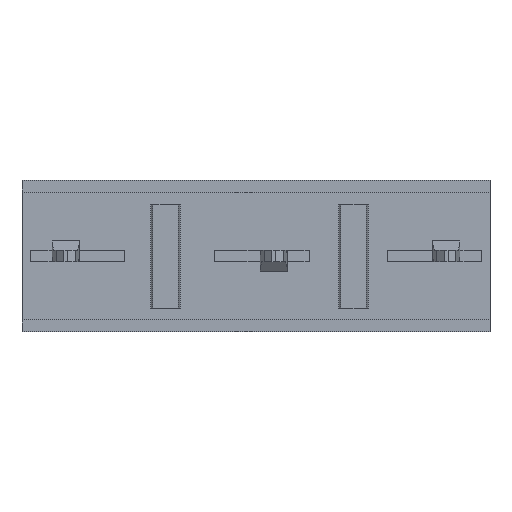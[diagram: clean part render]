
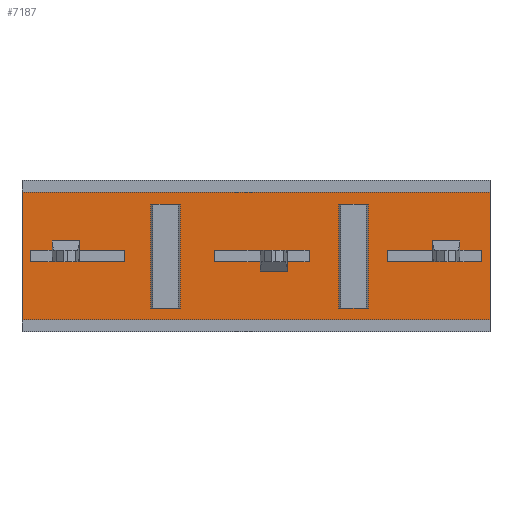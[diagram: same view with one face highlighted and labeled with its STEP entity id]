
A CAD part, front view. The second image highlights one B-rep face of the part: STEP entity #7187.
In plain terms, the highlighted planar face has unit normal (0, -1, 0).
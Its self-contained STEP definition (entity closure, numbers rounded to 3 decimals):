
#130=FACE_BOUND('',#1002,.T.);
#131=FACE_BOUND('',#1003,.T.);
#132=FACE_BOUND('',#1004,.T.);
#133=FACE_BOUND('',#1005,.T.);
#134=FACE_BOUND('',#1006,.T.);
#607=FACE_OUTER_BOUND('',#1001,.T.);
#1001=EDGE_LOOP('',(#5344,#5345,#5346,#5347));
#1002=EDGE_LOOP('',(#5348,#5349,#5350,#5351));
#1003=EDGE_LOOP('',(#5352,#5353,#5354,#5355));
#1004=EDGE_LOOP('',(#5356,#5357,#5358,#5359));
#1005=EDGE_LOOP('',(#5360,#5361,#5362,#5363));
#1006=EDGE_LOOP('',(#5364,#5365,#5366,#5367));
#1339=LINE('',#9985,#2121);
#1342=LINE('',#9990,#2124);
#1344=LINE('',#9994,#2126);
#1345=LINE('',#9996,#2127);
#1393=LINE('',#10094,#2175);
#1396=LINE('',#10099,#2178);
#1398=LINE('',#10103,#2180);
#1399=LINE('',#10105,#2181);
#1447=LINE('',#10203,#2229);
#1450=LINE('',#10208,#2232);
#1452=LINE('',#10212,#2234);
#1453=LINE('',#10214,#2235);
#1598=LINE('',#10864,#2380);
#1600=LINE('',#10870,#2382);
#1609=LINE('',#10888,#2391);
#1628=LINE('',#10927,#2410);
#1630=LINE('',#10933,#2412);
#1634=LINE('',#10941,#2416);
#1636=LINE('',#10944,#2418);
#1637=LINE('',#10945,#2419);
#1638=LINE('',#10946,#2420);
#1639=LINE('',#10947,#2421);
#1640=LINE('',#10948,#2422);
#1641=LINE('',#10949,#2423);
#2121=VECTOR('',#8096,10.);
#2124=VECTOR('',#8101,10.);
#2126=VECTOR('',#8105,10.);
#2127=VECTOR('',#8108,10.);
#2175=VECTOR('',#8188,10.);
#2178=VECTOR('',#8193,10.);
#2180=VECTOR('',#8197,10.);
#2181=VECTOR('',#8200,10.);
#2229=VECTOR('',#8280,10.);
#2232=VECTOR('',#8285,10.);
#2234=VECTOR('',#8289,10.);
#2235=VECTOR('',#8292,10.);
#2380=VECTOR('',#8641,10.);
#2382=VECTOR('',#8645,10.);
#2391=VECTOR('',#8658,10.);
#2410=VECTOR('',#8685,10.);
#2412=VECTOR('',#8689,10.);
#2416=VECTOR('',#8695,10.);
#2418=VECTOR('',#8699,10.);
#2419=VECTOR('',#8700,10.);
#2420=VECTOR('',#8701,10.);
#2421=VECTOR('',#8702,10.);
#2422=VECTOR('',#8703,10.);
#2423=VECTOR('',#8704,10.);
#2888=VERTEX_POINT('',#9982);
#2889=VERTEX_POINT('',#9984);
#2890=VERTEX_POINT('',#9988);
#2891=VERTEX_POINT('',#9992);
#2924=VERTEX_POINT('',#10091);
#2925=VERTEX_POINT('',#10093);
#2926=VERTEX_POINT('',#10097);
#2927=VERTEX_POINT('',#10101);
#2960=VERTEX_POINT('',#10200);
#2961=VERTEX_POINT('',#10202);
#2962=VERTEX_POINT('',#10206);
#2963=VERTEX_POINT('',#10210);
#3140=VERTEX_POINT('',#10858);
#3142=VERTEX_POINT('',#10862);
#3143=VERTEX_POINT('',#10866);
#3145=VERTEX_POINT('',#10869);
#3151=VERTEX_POINT('',#10884);
#3152=VERTEX_POINT('',#10886);
#3166=VERTEX_POINT('',#10921);
#3168=VERTEX_POINT('',#10925);
#3169=VERTEX_POINT('',#10929);
#3171=VERTEX_POINT('',#10932);
#3173=VERTEX_POINT('',#10938);
#3174=VERTEX_POINT('',#10940);
#3609=EDGE_CURVE('',#2889,#2888,#1339,.T.);
#3612=EDGE_CURVE('',#2888,#2890,#1342,.T.);
#3614=EDGE_CURVE('',#2890,#2891,#1344,.T.);
#3615=EDGE_CURVE('',#2891,#2889,#1345,.T.);
#3663=EDGE_CURVE('',#2925,#2924,#1393,.T.);
#3666=EDGE_CURVE('',#2924,#2926,#1396,.T.);
#3668=EDGE_CURVE('',#2926,#2927,#1398,.T.);
#3669=EDGE_CURVE('',#2927,#2925,#1399,.T.);
#3717=EDGE_CURVE('',#2961,#2960,#1447,.T.);
#3720=EDGE_CURVE('',#2960,#2962,#1450,.T.);
#3722=EDGE_CURVE('',#2962,#2963,#1452,.T.);
#3723=EDGE_CURVE('',#2963,#2961,#1453,.T.);
#3951=EDGE_CURVE('',#3140,#3142,#1598,.T.);
#3953=EDGE_CURVE('',#3145,#3143,#1600,.T.);
#3962=EDGE_CURVE('',#3151,#3152,#1609,.T.);
#3981=EDGE_CURVE('',#3168,#3166,#1628,.T.);
#3983=EDGE_CURVE('',#3169,#3171,#1630,.T.);
#3987=EDGE_CURVE('',#3174,#3173,#1634,.T.);
#3989=EDGE_CURVE('',#3152,#3174,#1636,.T.);
#3990=EDGE_CURVE('',#3151,#3173,#1637,.T.);
#3991=EDGE_CURVE('',#3143,#3166,#1638,.T.);
#3992=EDGE_CURVE('',#3168,#3145,#1639,.T.);
#3993=EDGE_CURVE('',#3142,#3171,#1640,.T.);
#3994=EDGE_CURVE('',#3140,#3169,#1641,.T.);
#5344=ORIENTED_EDGE('',*,*,#3962,.T.);
#5345=ORIENTED_EDGE('',*,*,#3989,.T.);
#5346=ORIENTED_EDGE('',*,*,#3987,.T.);
#5347=ORIENTED_EDGE('',*,*,#3990,.F.);
#5348=ORIENTED_EDGE('',*,*,#3609,.T.);
#5349=ORIENTED_EDGE('',*,*,#3612,.T.);
#5350=ORIENTED_EDGE('',*,*,#3614,.T.);
#5351=ORIENTED_EDGE('',*,*,#3615,.T.);
#5352=ORIENTED_EDGE('',*,*,#3663,.T.);
#5353=ORIENTED_EDGE('',*,*,#3666,.T.);
#5354=ORIENTED_EDGE('',*,*,#3668,.T.);
#5355=ORIENTED_EDGE('',*,*,#3669,.T.);
#5356=ORIENTED_EDGE('',*,*,#3717,.T.);
#5357=ORIENTED_EDGE('',*,*,#3720,.T.);
#5358=ORIENTED_EDGE('',*,*,#3722,.T.);
#5359=ORIENTED_EDGE('',*,*,#3723,.T.);
#5360=ORIENTED_EDGE('',*,*,#3991,.T.);
#5361=ORIENTED_EDGE('',*,*,#3981,.F.);
#5362=ORIENTED_EDGE('',*,*,#3992,.T.);
#5363=ORIENTED_EDGE('',*,*,#3953,.T.);
#5364=ORIENTED_EDGE('',*,*,#3951,.T.);
#5365=ORIENTED_EDGE('',*,*,#3993,.T.);
#5366=ORIENTED_EDGE('',*,*,#3983,.F.);
#5367=ORIENTED_EDGE('',*,*,#3994,.F.);
#6910=PLANE('',#7639);
#7187=ADVANCED_FACE('',(#607,#130,#131,#132,#133,#134),#6910,.T.);
#7639=AXIS2_PLACEMENT_3D('',#10943,#8697,#8698);
#8096=DIRECTION('',(1.,0.,0.));
#8101=DIRECTION('',(0.,0.,-1.));
#8105=DIRECTION('',(-1.,0.,0.));
#8108=DIRECTION('',(0.,0.,1.));
#8188=DIRECTION('',(-1.,0.,0.));
#8193=DIRECTION('',(0.,0.,1.));
#8197=DIRECTION('',(1.,0.,0.));
#8200=DIRECTION('',(0.,0.,-1.));
#8280=DIRECTION('',(1.,0.,0.));
#8285=DIRECTION('',(0.,0.,-1.));
#8289=DIRECTION('',(-1.,0.,0.));
#8292=DIRECTION('',(0.,0.,1.));
#8641=DIRECTION('',(-1.,0.,0.));
#8645=DIRECTION('',(-1.,0.,0.));
#8658=DIRECTION('',(1.,0.,0.));
#8685=DIRECTION('',(-1.,0.,0.));
#8689=DIRECTION('',(-1.,0.,0.));
#8695=DIRECTION('',(-1.,0.,0.));
#8697=DIRECTION('center_axis',(0.,-1.,0.));
#8698=DIRECTION('ref_axis',(1.,0.,0.));
#8699=DIRECTION('',(0.,0.,1.));
#8700=DIRECTION('',(0.,0.,1.));
#8701=DIRECTION('',(0.,0.,1.));
#8702=DIRECTION('',(0.,0.,-1.));
#8703=DIRECTION('',(0.,0.,1.));
#8704=DIRECTION('',(0.,0.,1.));
#9982=CARTESIAN_POINT('',(9.55,-5.563,0.25));
#9984=CARTESIAN_POINT('',(5.55,-5.563,0.25));
#9985=CARTESIAN_POINT('',(7.15,-5.563,0.25));
#9988=CARTESIAN_POINT('',(9.55,-5.563,-0.25));
#9990=CARTESIAN_POINT('',(9.55,-5.563,-0.125));
#9992=CARTESIAN_POINT('',(5.55,-5.563,-0.25));
#9994=CARTESIAN_POINT('',(5.15,-5.563,-0.25));
#9996=CARTESIAN_POINT('',(5.55,-5.563,0.125));
#10091=CARTESIAN_POINT('',(-1.75,-5.563,-0.25));
#10093=CARTESIAN_POINT('',(2.25,-5.563,-0.25));
#10094=CARTESIAN_POINT('',(1.5,-5.563,-0.25));
#10097=CARTESIAN_POINT('',(-1.75,-5.563,0.25));
#10099=CARTESIAN_POINT('',(-1.75,-5.563,0.125));
#10101=CARTESIAN_POINT('',(2.25,-5.563,0.25));
#10103=CARTESIAN_POINT('',(3.5,-5.563,0.25));
#10105=CARTESIAN_POINT('',(2.25,-5.563,-0.125));
#10200=CARTESIAN_POINT('',(-5.55,-5.563,0.25));
#10202=CARTESIAN_POINT('',(-9.55,-5.563,0.25));
#10203=CARTESIAN_POINT('',(-0.4,-5.563,0.25));
#10206=CARTESIAN_POINT('',(-5.55,-5.563,-0.25));
#10208=CARTESIAN_POINT('',(-5.55,-5.563,-0.125));
#10210=CARTESIAN_POINT('',(-9.55,-5.563,-0.25));
#10212=CARTESIAN_POINT('',(-2.4,-5.563,-0.25));
#10214=CARTESIAN_POINT('',(-9.55,-5.563,0.125));
#10858=CARTESIAN_POINT('',(4.75,-5.563,-2.2));
#10862=CARTESIAN_POINT('',(3.5,-5.563,-2.2));
#10864=CARTESIAN_POINT('',(9.9,-5.563,-2.2));
#10866=CARTESIAN_POINT('',(-4.45,-5.563,-2.2));
#10869=CARTESIAN_POINT('',(-3.2,-5.563,-2.2));
#10870=CARTESIAN_POINT('',(9.9,-5.563,-2.2));
#10884=CARTESIAN_POINT('',(-9.9,-5.563,-2.7));
#10886=CARTESIAN_POINT('',(9.9,-5.563,-2.7));
#10888=CARTESIAN_POINT('',(7.325,-5.563,-2.7));
#10921=CARTESIAN_POINT('',(-4.45,-5.563,2.2));
#10925=CARTESIAN_POINT('',(-3.2,-5.563,2.2));
#10927=CARTESIAN_POINT('',(9.9,-5.563,2.2));
#10929=CARTESIAN_POINT('',(4.75,-5.563,2.2));
#10932=CARTESIAN_POINT('',(3.5,-5.563,2.2));
#10933=CARTESIAN_POINT('',(9.9,-5.563,2.2));
#10938=CARTESIAN_POINT('',(-9.9,-5.563,2.7));
#10940=CARTESIAN_POINT('',(9.9,-5.563,2.7));
#10941=CARTESIAN_POINT('',(7.325,-5.563,2.7));
#10943=CARTESIAN_POINT('Origin',(4.75,-5.563,0.));
#10944=CARTESIAN_POINT('',(9.9,-5.563,0.));
#10945=CARTESIAN_POINT('',(-9.9,-5.563,0.));
#10946=CARTESIAN_POINT('',(-4.45,-5.563,0.));
#10947=CARTESIAN_POINT('',(-3.2,-5.563,0.));
#10948=CARTESIAN_POINT('',(3.5,-5.563,0.));
#10949=CARTESIAN_POINT('',(4.75,-5.563,0.));
